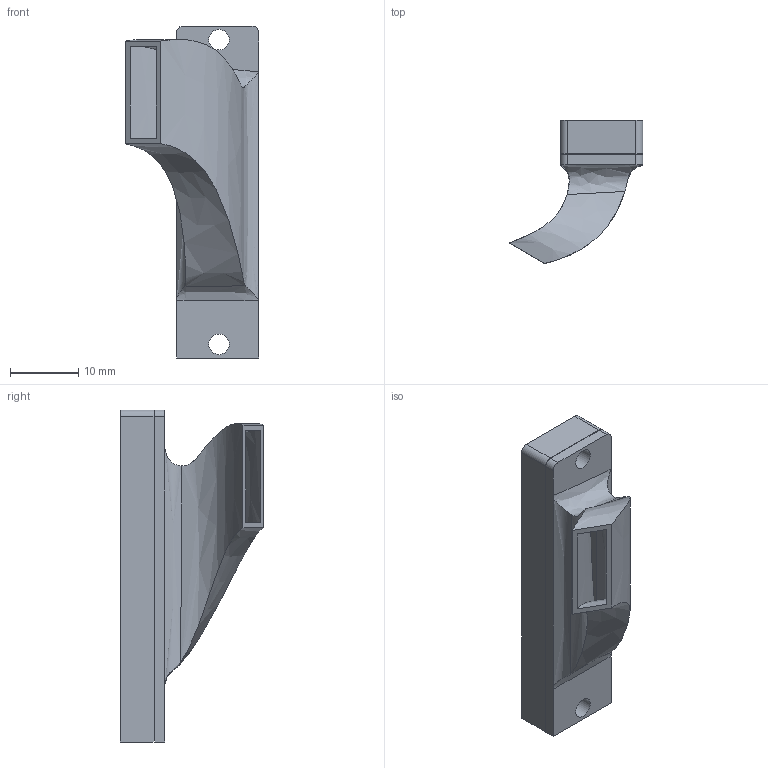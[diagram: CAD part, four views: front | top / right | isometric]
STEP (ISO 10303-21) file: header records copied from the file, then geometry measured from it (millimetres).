
FILE_DESCRIPTION(/* description */ (''),/* implementation_level */ '2;1');
FILE_NAME(/* name */ 'NozzleR.step',/* time_stamp */ '2023-01-06T09:33:00+03:00',/* author */ (''),/* organization */ (''),/* preprocessor_version */ 'ST-DEVELOPER v19.2',/* originating_system */ 'Autodesk Translation Framework v11.17.0.187',/* authorisation */ '');
FILE_SCHEMA (('AUTOMOTIVE_DESIGN { 1 0 10303 214 3 1 1 }'));
Length unit declared in the file: millimetre
Products named in the file (1): NozzleR
Bounding box: 19.49 x 20.9 x 48.5 mm (x, y, z)
Volume: 2397.1 mm3; surface area: 5462.3 mm2
Topology: 1 solids, 1 shells, 94 faces, 242 edges, 158 vertices
Faces by surface type: plane 64, bspline 16, cylinder 14
Full cylindrical faces by diameter (mm): 3 x2
Entity records: 3487 total; most frequent: CARTESIAN_POINT 1274, ORIENTED_EDGE 484, DIRECTION 380, EDGE_CURVE 242, LINE 166, VECTOR 166, VERTEX_POINT 158, EDGE_LOOP 108
